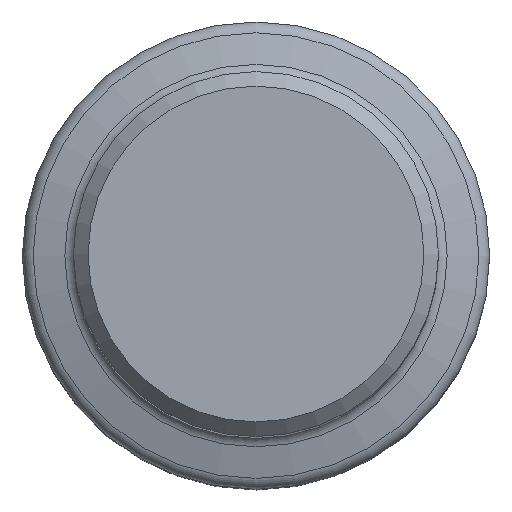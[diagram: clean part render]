
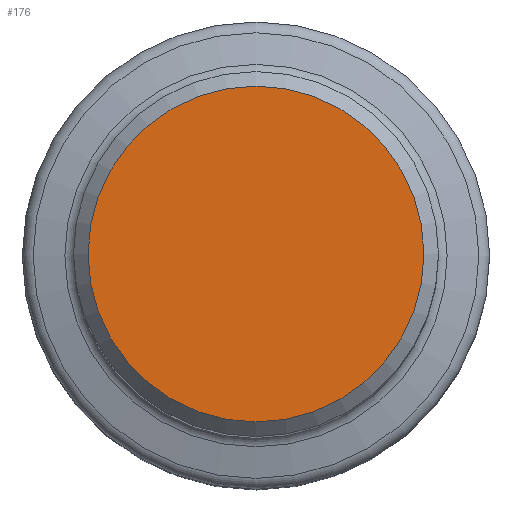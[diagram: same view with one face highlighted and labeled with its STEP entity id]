
A CAD part, top view. The second image highlights one B-rep face of the part: STEP entity #176.
In plain terms, the highlighted planar face has unit normal (0, 0, 1).
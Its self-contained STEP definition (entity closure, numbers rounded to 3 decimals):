
#176=ADVANCED_FACE('CU_SU3',(#212),#205,.F.);
#205=PLANE('',#416);
#212=FACE_OUTER_BOUND('',#218,.T.);
#218=EDGE_LOOP('',(#274));
#274=ORIENTED_EDGE('',*,*,#358,.F.);
#330=VERTEX_POINT('',#590);
#358=EDGE_CURVE('',#330,#330,#386,.T.);
#386=CIRCLE('',#415,11.497);
#415=AXIS2_PLACEMENT_3D('',#589,#474,#475);
#416=AXIS2_PLACEMENT_3D('',#591,#476,#477);
#474=DIRECTION('',(0.0,0.0,-1.0));
#475=DIRECTION('',(1.0,0.0,0.0));
#476=DIRECTION('',(0.0,0.0,-1.0));
#477=DIRECTION('',(1.0,0.0,0.0));
#589=CARTESIAN_POINT('',(0.0,0.0,0.0));
#590=CARTESIAN_POINT('',(11.497,0.0,0.0));
#591=CARTESIAN_POINT('',(0.0,0.0,0.0));
